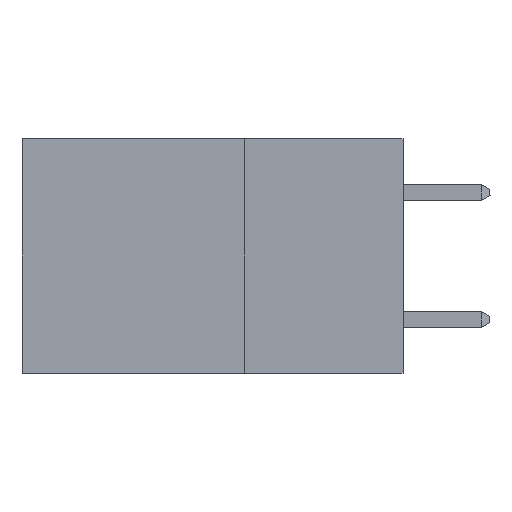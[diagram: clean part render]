
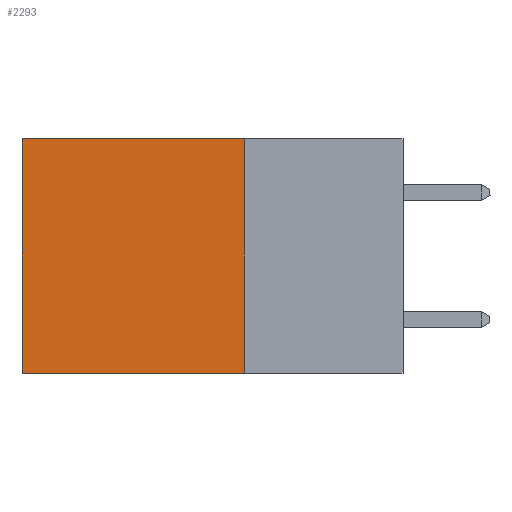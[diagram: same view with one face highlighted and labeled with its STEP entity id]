
A CAD part, left-side view. The second image highlights one B-rep face of the part: STEP entity #2293.
In plain terms, the highlighted planar face has unit normal (-1, 0, 0).
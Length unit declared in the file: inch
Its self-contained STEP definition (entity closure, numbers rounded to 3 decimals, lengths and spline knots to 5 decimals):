
#1575 = EDGE_CURVE ( 'NONE', #6454, #4086, #24211, .T. ) ;
#2293 = ADVANCED_FACE ( 'NONE', ( #21042 ), #23625, .F. ) ;
#3835 = CARTESIAN_POINT ( 'NONE',  ( 0.2875, 0.25, 0. ) ) ;
#3911 = ORIENTED_EDGE ( 'NONE', *, *, #1575, .F. ) ;
#3954 = EDGE_CURVE ( 'NONE', #6454, #15280, #13676, .T. ) ;
#4086 = VERTEX_POINT ( 'NONE', #9990 ) ;
#4816 = CARTESIAN_POINT ( 'NONE',  ( 0.2875, 0.25, 0. ) ) ;
#5907 = CARTESIAN_POINT ( 'NONE',  ( 0.2875, 0.25, 0. ) ) ;
#6290 = LINE ( 'NONE', #19753, #20846 ) ;
#6454 = VERTEX_POINT ( 'NONE', #11270 ) ;
#6831 = VECTOR ( 'NONE', #17242, 39.37008 ) ;
#7746 = DIRECTION ( 'NONE',  ( 0., 0., -1. ) ) ;
#8701 = LINE ( 'NONE', #29608, #10397 ) ;
#9330 = ORIENTED_EDGE ( 'NONE', *, *, #3954, .T. ) ;
#9491 = ORIENTED_EDGE ( 'NONE', *, *, #10763, .F. ) ;
#9990 = CARTESIAN_POINT ( 'NONE',  ( 0.2875, 0.25, -0.37 ) ) ;
#10397 = VECTOR ( 'NONE', #17172, 39.37008 ) ;
#10763 = EDGE_CURVE ( 'NONE', #4086, #31686, #8701, .T. ) ;
#11270 = CARTESIAN_POINT ( 'NONE',  ( 0.2875, 0.25, 0. ) ) ;
#12759 = DIRECTION ( 'NONE',  ( 1., 0., 0. ) ) ;
#12817 = CARTESIAN_POINT ( 'NONE',  ( 0.2875, 0.6, -0.37 ) ) ;
#13394 = AXIS2_PLACEMENT_3D ( 'NONE', #4816, #12759, #7746 ) ;
#13676 = LINE ( 'NONE', #5907, #6831 ) ;
#14011 = DIRECTION ( 'NONE',  ( 0., 0., -1. ) ) ;
#15145 = EDGE_LOOP ( 'NONE', ( #19256, #9491, #3911, #9330 ) ) ;
#15280 = VERTEX_POINT ( 'NONE', #19627 ) ;
#17172 = DIRECTION ( 'NONE',  ( 0., 1., 0. ) ) ;
#17242 = DIRECTION ( 'NONE',  ( 0., 1., 0. ) ) ;
#19256 = ORIENTED_EDGE ( 'NONE', *, *, #22657, .T. ) ;
#19627 = CARTESIAN_POINT ( 'NONE',  ( 0.2875, 0.6, 0. ) ) ;
#19753 = CARTESIAN_POINT ( 'NONE',  ( 0.2875, 0.6, 0. ) ) ;
#20846 = VECTOR ( 'NONE', #29949, 39.37008 ) ;
#21042 = FACE_OUTER_BOUND ( 'NONE', #15145, .T. ) ;
#22657 = EDGE_CURVE ( 'NONE', #15280, #31686, #6290, .T. ) ;
#23625 = PLANE ( 'NONE',  #13394 ) ;
#24211 = LINE ( 'NONE', #3835, #29365 ) ;
#29365 = VECTOR ( 'NONE', #14011, 39.37008 ) ;
#29608 = CARTESIAN_POINT ( 'NONE',  ( 0.2875, 0.25, -0.37 ) ) ;
#29949 = DIRECTION ( 'NONE',  ( 0., 0., -1. ) ) ;
#31686 = VERTEX_POINT ( 'NONE', #12817 ) ;
